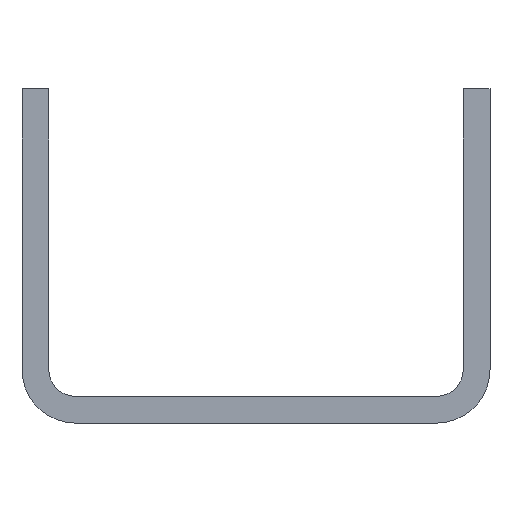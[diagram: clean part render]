
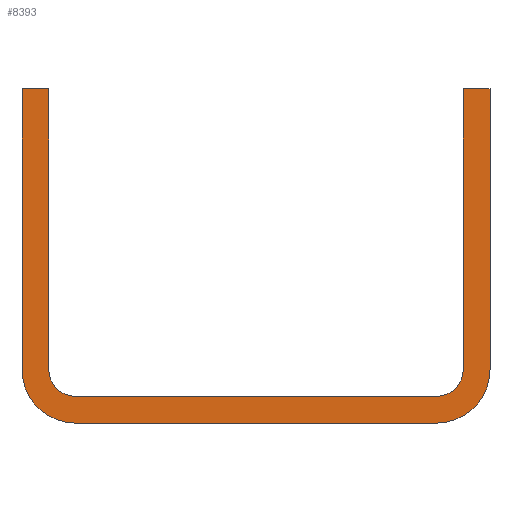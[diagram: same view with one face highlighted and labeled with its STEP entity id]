
A CAD part, front view. The second image highlights one B-rep face of the part: STEP entity #8393.
In plain terms, the highlighted planar face has unit normal (0, -1, 0).
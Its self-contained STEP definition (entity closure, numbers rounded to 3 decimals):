
#2=DIRECTION('',(0.,0.,-1.));
#3=VECTOR('',#2,42.);
#4=CARTESIAN_POINT('',(35.,0.,25.));
#5=LINE('',#4,#3);
#6=CARTESIAN_POINT('',(27.,0.,-17.));
#7=DIRECTION('',(0.,1.,0.));
#8=DIRECTION('',(1.,0.,0.));
#9=AXIS2_PLACEMENT_3D('',#6,#7,#8);
#11=DIRECTION('',(-1.,0.,0.));
#12=VECTOR('',#11,54.);
#13=CARTESIAN_POINT('',(27.,0.,-25.));
#14=LINE('',#13,#12);
#15=CARTESIAN_POINT('',(-27.,0.,-17.));
#16=DIRECTION('',(0.,1.,0.));
#17=DIRECTION('',(0.,0.,-1.));
#18=AXIS2_PLACEMENT_3D('',#15,#16,#17);
#20=DIRECTION('',(0.,0.,1.));
#21=VECTOR('',#20,42.);
#22=CARTESIAN_POINT('',(-35.,0.,-17.));
#23=LINE('',#22,#21);
#24=DIRECTION('',(1.,0.,0.));
#25=VECTOR('',#24,4.);
#26=CARTESIAN_POINT('',(-35.,0.,25.));
#27=LINE('',#26,#25);
#28=DIRECTION('',(0.,0.,-1.));
#29=VECTOR('',#28,42.);
#30=CARTESIAN_POINT('',(-31.,0.,25.));
#31=LINE('',#30,#29);
#32=CARTESIAN_POINT('',(-27.,0.,-17.));
#33=DIRECTION('',(0.,-1.,0.));
#34=DIRECTION('',(-1.,0.,0.));
#35=AXIS2_PLACEMENT_3D('',#32,#33,#34);
#37=DIRECTION('',(1.,0.,0.));
#38=VECTOR('',#37,54.);
#39=CARTESIAN_POINT('',(-27.,0.,-21.));
#40=LINE('',#39,#38);
#41=CARTESIAN_POINT('',(27.,0.,-17.));
#42=DIRECTION('',(0.,-1.,0.));
#43=DIRECTION('',(0.,0.,-1.));
#44=AXIS2_PLACEMENT_3D('',#41,#42,#43);
#46=DIRECTION('',(0.,0.,1.));
#47=VECTOR('',#46,42.);
#48=CARTESIAN_POINT('',(31.,0.,-17.));
#49=LINE('',#48,#47);
#50=DIRECTION('',(1.,0.,0.));
#51=VECTOR('',#50,4.);
#52=CARTESIAN_POINT('',(31.,0.,25.));
#53=LINE('',#52,#51);
#6394=CARTESIAN_POINT('',(35.,0.,25.));
#6395=CARTESIAN_POINT('',(35.,0.,-17.));
#6396=VERTEX_POINT('',#6394);
#6397=VERTEX_POINT('',#6395);
#6398=CARTESIAN_POINT('',(27.,0.,-25.));
#6399=VERTEX_POINT('',#6398);
#6400=CARTESIAN_POINT('',(-27.,0.,-25.));
#6401=VERTEX_POINT('',#6400);
#6402=CARTESIAN_POINT('',(-35.,0.,-17.));
#6403=VERTEX_POINT('',#6402);
#6404=CARTESIAN_POINT('',(-35.,0.,25.));
#6405=VERTEX_POINT('',#6404);
#6406=CARTESIAN_POINT('',(-31.,0.,25.));
#6407=VERTEX_POINT('',#6406);
#6408=CARTESIAN_POINT('',(-31.,0.,-17.));
#6409=VERTEX_POINT('',#6408);
#6410=CARTESIAN_POINT('',(-27.,0.,-21.));
#6411=VERTEX_POINT('',#6410);
#6412=CARTESIAN_POINT('',(27.,0.,-21.));
#6413=VERTEX_POINT('',#6412);
#6414=CARTESIAN_POINT('',(31.,0.,-17.));
#6415=VERTEX_POINT('',#6414);
#6416=CARTESIAN_POINT('',(31.,0.,25.));
#6417=VERTEX_POINT('',#6416);
#8362=CARTESIAN_POINT('',(0.,0.,0.));
#8363=DIRECTION('',(0.,1.,0.));
#8364=DIRECTION('',(1.,0.,0.));
#8365=AXIS2_PLACEMENT_3D('',#8362,#8363,#8364);
#8366=PLANE('',#8365);
#8368=ORIENTED_EDGE('',*,*,#8367,.T.);
#8370=ORIENTED_EDGE('',*,*,#8369,.T.);
#8372=ORIENTED_EDGE('',*,*,#8371,.T.);
#8374=ORIENTED_EDGE('',*,*,#8373,.T.);
#8376=ORIENTED_EDGE('',*,*,#8375,.T.);
#8378=ORIENTED_EDGE('',*,*,#8377,.T.);
#8380=ORIENTED_EDGE('',*,*,#8379,.T.);
#8382=ORIENTED_EDGE('',*,*,#8381,.T.);
#8384=ORIENTED_EDGE('',*,*,#8383,.T.);
#8386=ORIENTED_EDGE('',*,*,#8385,.T.);
#8388=ORIENTED_EDGE('',*,*,#8387,.T.);
#8390=ORIENTED_EDGE('',*,*,#8389,.T.);
#8391=EDGE_LOOP('',(#8368,#8370,#8372,#8374,#8376,#8378,#8380,#8382,#8384,#8386,
#8388,#8390));
#8392=FACE_OUTER_BOUND('',#8391,.F.);
#8393=ADVANCED_FACE('',(#8392),#8366,.F.);
#10=CIRCLE('',#9,8.);
#19=CIRCLE('',#18,8.);
#36=CIRCLE('',#35,4.);
#45=CIRCLE('',#44,4.);
#8367=EDGE_CURVE('',#6396,#6397,#5,.T.);
#8369=EDGE_CURVE('',#6397,#6399,#10,.T.);
#8371=EDGE_CURVE('',#6399,#6401,#14,.T.);
#8373=EDGE_CURVE('',#6401,#6403,#19,.T.);
#8375=EDGE_CURVE('',#6403,#6405,#23,.T.);
#8377=EDGE_CURVE('',#6405,#6407,#27,.T.);
#8379=EDGE_CURVE('',#6407,#6409,#31,.T.);
#8381=EDGE_CURVE('',#6409,#6411,#36,.T.);
#8383=EDGE_CURVE('',#6411,#6413,#40,.T.);
#8385=EDGE_CURVE('',#6413,#6415,#45,.T.);
#8387=EDGE_CURVE('',#6415,#6417,#49,.T.);
#8389=EDGE_CURVE('',#6417,#6396,#53,.T.);
